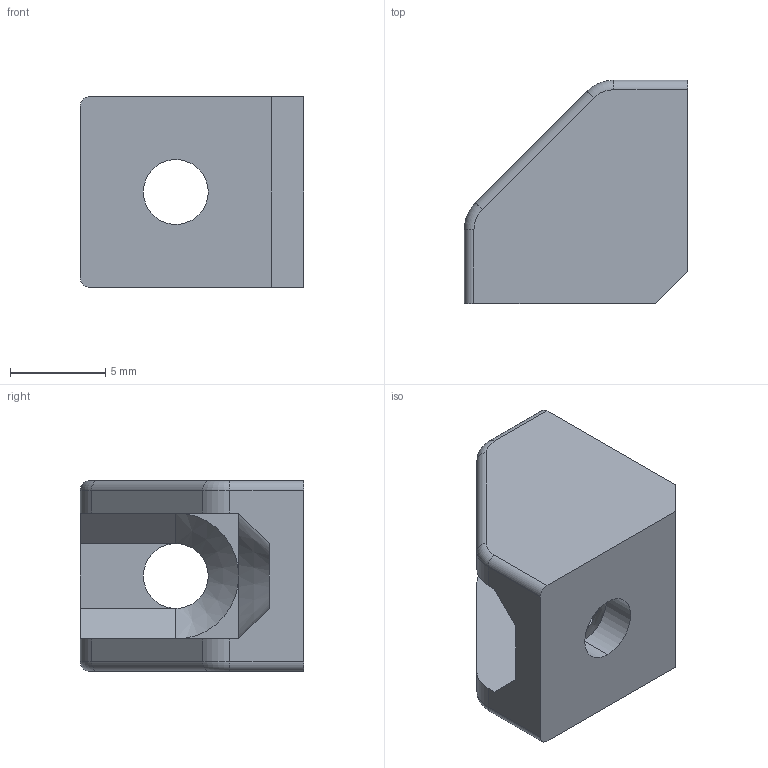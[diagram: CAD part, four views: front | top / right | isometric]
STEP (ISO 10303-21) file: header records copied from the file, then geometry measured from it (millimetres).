
FILE_DESCRIPTION (( 'STEP AP203' ), '1' );
FILE_NAME ('45僅10褒諉.STEP', '2025-04-14T07:47:23', ( '' ), ( '' ), 'SwSTEP 2.0', 'SolidWorks 2022', '' );
FILE_SCHEMA (( 'CONFIG_CONTROL_DESIGN' ));
Length unit declared in the file: millimetre
Products named in the file (1): 45僅10褒諉
Bounding box: 11.7 x 11.7 x 10 mm (x, y, z)
Volume: 668.7 mm3; surface area: 754.8 mm2
Topology: 1 solids, 1 shells, 41 faces, 100 edges, 59 vertices
Faces by surface type: plane 21, cylinder 14, torus 4, cone 2
Entity records: 1271 total; most frequent: DIRECTION 220, CARTESIAN_POINT 201, ORIENTED_EDGE 200, EDGE_CURVE 100, AXIS2_PLACEMENT_3D 78, VECTOR 64, LINE 64, VERTEX_POINT 59
